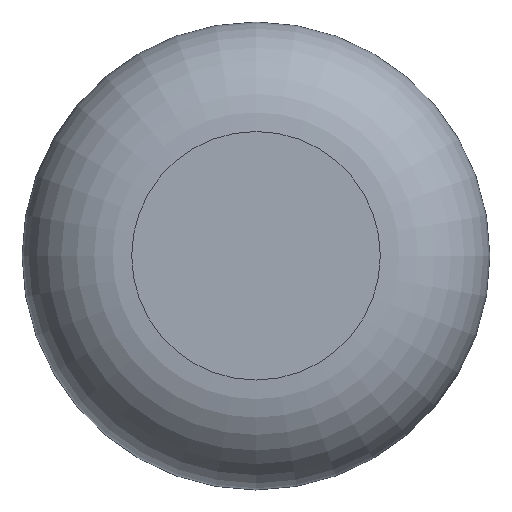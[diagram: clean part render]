
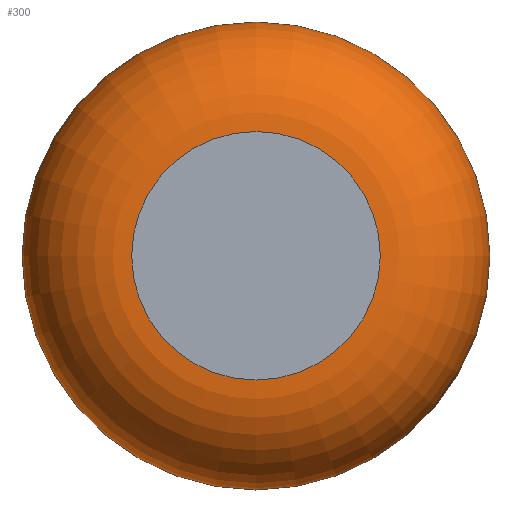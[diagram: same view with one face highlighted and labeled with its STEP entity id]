
A CAD part, top view. The second image highlights one B-rep face of the part: STEP entity #300.
In plain terms, the highlighted toroidal (fillet/blend) face has major radius 0.85 mm and minor radius 0.75 mm.
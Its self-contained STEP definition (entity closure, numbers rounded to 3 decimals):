
#16=TOROIDAL_SURFACE('',#334,0.85,0.75);
#36=FACE_OUTER_BOUND('',#54,.T.);
#54=EDGE_LOOP('',(#260,#261,#262,#263));
#63=CIRCLE('',#335,0.85);
#64=CIRCLE('',#336,0.75);
#65=CIRCLE('',#337,1.6);
#139=VERTEX_POINT('',#1339);
#140=VERTEX_POINT('',#1341);
#181=EDGE_CURVE('',#139,#139,#63,.T.);
#182=EDGE_CURVE('',#139,#140,#64,.T.);
#183=EDGE_CURVE('',#140,#140,#65,.T.);
#260=ORIENTED_EDGE('',*,*,#181,.T.);
#261=ORIENTED_EDGE('',*,*,#182,.T.);
#262=ORIENTED_EDGE('',*,*,#183,.T.);
#263=ORIENTED_EDGE('',*,*,#182,.F.);
#300=ADVANCED_FACE('',(#36),#16,.T.);
#334=AXIS2_PLACEMENT_3D('',#1338,#385,#386);
#335=AXIS2_PLACEMENT_3D('',#1340,#387,#388);
#336=AXIS2_PLACEMENT_3D('',#1342,#389,#390);
#337=AXIS2_PLACEMENT_3D('',#1343,#391,#392);
#385=DIRECTION('center_axis',(0.,0.,1.));
#386=DIRECTION('ref_axis',(1.,0.,0.));
#387=DIRECTION('center_axis',(0.,0.,-1.));
#388=DIRECTION('ref_axis',(1.,0.,0.));
#389=DIRECTION('center_axis',(0.,-1.,0.));
#390=DIRECTION('ref_axis',(-1.,0.,0.));
#391=DIRECTION('center_axis',(0.,0.,1.));
#392=DIRECTION('ref_axis',(1.,0.,0.));
#1338=CARTESIAN_POINT('Origin',(0.,0.,0.25));
#1339=CARTESIAN_POINT('',(-0.85,0.,1.));
#1340=CARTESIAN_POINT('Origin',(0.,0.,1.));
#1341=CARTESIAN_POINT('',(-1.6,0.,0.25));
#1342=CARTESIAN_POINT('Origin',(-0.85,0.,0.25));
#1343=CARTESIAN_POINT('Origin',(0.,0.,0.25));
